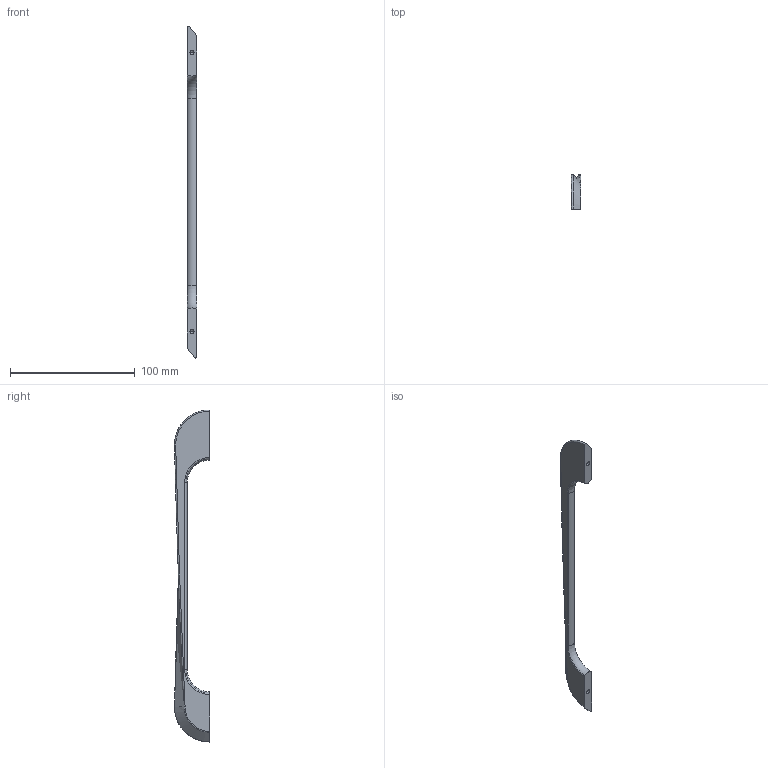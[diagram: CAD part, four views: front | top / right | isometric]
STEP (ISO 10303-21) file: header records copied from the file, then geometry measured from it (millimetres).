
FILE_DESCRIPTION(('Creo Elements/Direct Modeling STEP Export'),'2;1');
FILE_NAME('2211-266.stp','2017-09-05T10:34:42',(''),(''),'Creo Elements/Direct Modeling STEP processor for AP214 (Solid Model)','Creo Elements/Direct Modeling 20.0 12-Nov-2016 (C) Parametric Technology GmbH','');
FILE_SCHEMA(('AUTOMOTIVE_DESIGN { 1 0 10303 214 1 1 1 1 }'));
Length unit declared in the file: millimetre
Products named in the file (2): ZN-8482
Assembly tree (1 placements, depth 2):
  ZN-8482
    ZN-8482
Bounding box: 8 x 28.15 x 266.3 mm (x, y, z)
Volume: 22982.3 mm3; surface area: 10467.6 mm2
Topology: 1 solids, 1 shells, 36 faces, 87 edges, 53 vertices
Faces by surface type: cylinder 11, bspline 7, cone 6, plane 6, torus 6
Entity records: 3554 total; most frequent: CARTESIAN_POINT 2738, ORIENTED_EDGE 166, DIRECTION 138, EDGE_CURVE 83, AXIS2_PLACEMENT_3D 58, VERTEX_POINT 53, EDGE_LOOP 40, FACE_OUTER_BOUND 36
